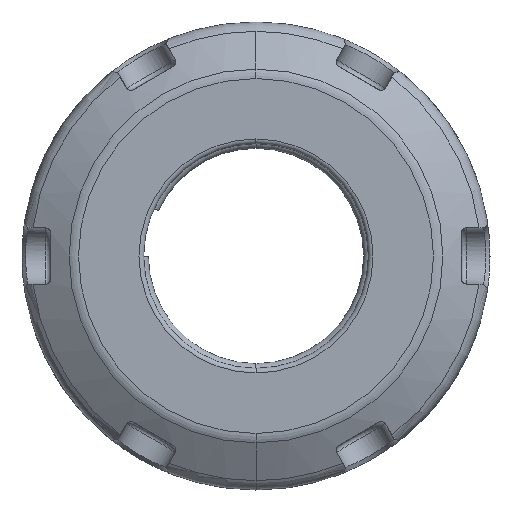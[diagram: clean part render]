
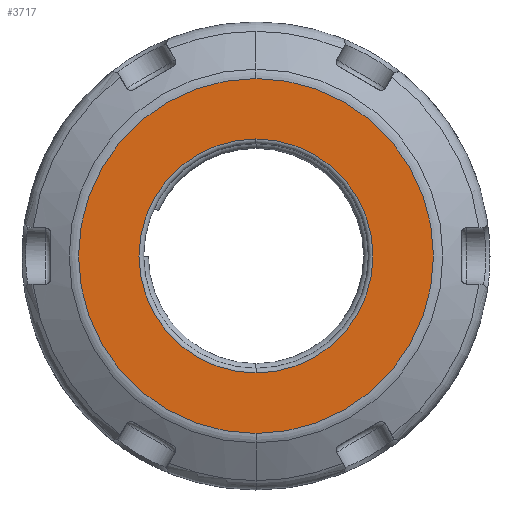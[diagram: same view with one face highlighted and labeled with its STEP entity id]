
A CAD part, left-side view. The second image highlights one B-rep face of the part: STEP entity #3717.
In plain terms, the highlighted planar face has unit normal (-1, 0, 0).
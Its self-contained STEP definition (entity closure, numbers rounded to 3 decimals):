
#963 = CARTESIAN_POINT ( 'NONE',  ( 0., 0., -18.964 ) ) ;
#1036 = CARTESIAN_POINT ( 'NONE',  ( 0., 0., 18.964 ) ) ;
#1056 = CARTESIAN_POINT ( 'NONE',  ( 0., 0., 12.5 ) ) ;
#1114 = CARTESIAN_POINT ( 'NONE',  ( 0., 0., -12.5 ) ) ;
#2893 = EDGE_CURVE ( 'NONE', #8033, #8101, #8292, .T. ) ;
#2908 = EDGE_CURVE ( 'NONE', #8131, #8135, #8251, .T. ) ;
#3076 = AXIS2_PLACEMENT_3D ( 'NONE', #9393, #9397, #9390 ) ;
#3091 = AXIS2_PLACEMENT_3D ( 'NONE', #7706, #7712, #7694 ) ;
#3098 = AXIS2_PLACEMENT_3D ( 'NONE', #4112, #4159, #4132 ) ;
#3145 = AXIS2_PLACEMENT_3D ( 'NONE', #6846, #6930, #6921 ) ;
#3146 = AXIS2_PLACEMENT_3D ( 'NONE', #6603, #6604, #6630 ) ;
#3376 = EDGE_CURVE ( 'NONE', #8135, #8131, #8399, .T. ) ;
#3419 = EDGE_CURVE ( 'NONE', #8101, #8033, #8439, .T. ) ;
#3717 = ADVANCED_FACE ( 'NONE', ( #8509, #8484 ), #6624, .F. ) ;
#4112 = CARTESIAN_POINT ( 'NONE',  ( 0., 0., 0. ) ) ;
#4132 = DIRECTION ( 'NONE',  ( 0., 0., -1. ) ) ;
#4159 = DIRECTION ( 'NONE',  ( -1., 0., 0. ) ) ;
#6603 = CARTESIAN_POINT ( 'NONE',  ( 0., 12., 0. ) ) ;
#6604 = DIRECTION ( 'NONE',  ( 1., 0., 0. ) ) ;
#6624 = PLANE ( 'NONE',  #3146 ) ;
#6630 = DIRECTION ( 'NONE',  ( 0., 0., -1. ) ) ;
#6846 = CARTESIAN_POINT ( 'NONE',  ( 0., 0., 0. ) ) ;
#6921 = DIRECTION ( 'NONE',  ( 0., 0., -1. ) ) ;
#6930 = DIRECTION ( 'NONE',  ( -1., 0., 0. ) ) ;
#7694 = DIRECTION ( 'NONE',  ( 0., 0., -1. ) ) ;
#7706 = CARTESIAN_POINT ( 'NONE',  ( 0., 0., 0. ) ) ;
#7712 = DIRECTION ( 'NONE',  ( 1., 0., 0. ) ) ;
#8033 = VERTEX_POINT ( 'NONE', #963 ) ;
#8101 = VERTEX_POINT ( 'NONE', #1036 ) ;
#8131 = VERTEX_POINT ( 'NONE', #1056 ) ;
#8135 = VERTEX_POINT ( 'NONE', #1114 ) ;
#8251 = CIRCLE ( 'NONE', #3076, 12.5 ) ;
#8292 = CIRCLE ( 'NONE', #3098, 18.964 ) ;
#8399 = CIRCLE ( 'NONE', #3091, 12.5 ) ;
#8439 = CIRCLE ( 'NONE', #3145, 18.964 ) ;
#8484 = FACE_BOUND ( 'NONE', #9797, .T. ) ;
#8509 = FACE_OUTER_BOUND ( 'NONE', #9782, .T. ) ;
#8715 = ORIENTED_EDGE ( 'NONE', *, *, #3419, .T. ) ;
#8719 = ORIENTED_EDGE ( 'NONE', *, *, #2893, .T. ) ;
#8733 = ORIENTED_EDGE ( 'NONE', *, *, #3376, .T. ) ;
#8740 = ORIENTED_EDGE ( 'NONE', *, *, #2908, .T. ) ;
#9390 = DIRECTION ( 'NONE',  ( 0., 0., -1. ) ) ;
#9393 = CARTESIAN_POINT ( 'NONE',  ( 0., 0., 0. ) ) ;
#9397 = DIRECTION ( 'NONE',  ( 1., 0., 0. ) ) ;
#9782 = EDGE_LOOP ( 'NONE', ( #8719, #8715 ) ) ;
#9797 = EDGE_LOOP ( 'NONE', ( #8733, #8740 ) ) ;
